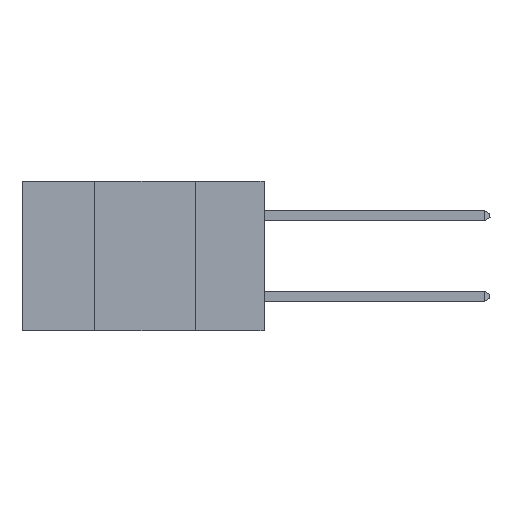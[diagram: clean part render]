
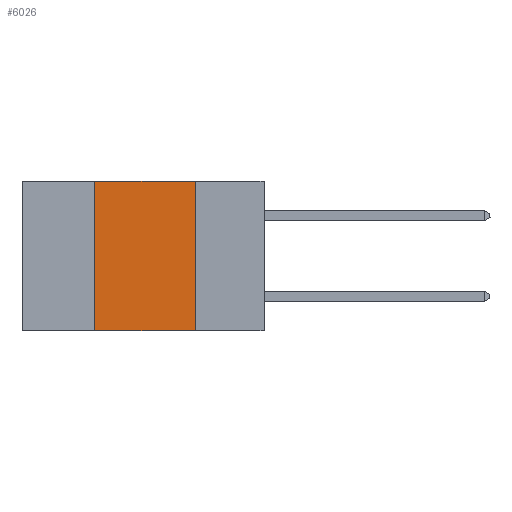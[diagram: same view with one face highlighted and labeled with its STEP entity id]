
A CAD part, left-side view. The second image highlights one B-rep face of the part: STEP entity #6026.
In plain terms, the highlighted planar face has unit normal (-1, 0, 0).
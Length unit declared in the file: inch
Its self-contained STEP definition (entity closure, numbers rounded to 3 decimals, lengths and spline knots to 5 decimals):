
#471 = DIRECTION ( 'NONE',  ( 1., 0., 0. ) ) ;
#1956 = ORIENTED_EDGE ( 'NONE', *, *, #4854, .T. ) ;
#1989 = DIRECTION ( 'NONE',  ( 0., 0., -1. ) ) ;
#2287 = DIRECTION ( 'NONE',  ( 0., 0., -1. ) ) ;
#3501 = LINE ( 'NONE', #17946, #8736 ) ;
#3522 = DIRECTION ( 'NONE',  ( 0., 0., 1. ) ) ;
#4362 = VERTEX_POINT ( 'NONE', #13674 ) ;
#4854 = EDGE_CURVE ( 'NONE', #9551, #11934, #3501, .T. ) ;
#6026 = ADVANCED_FACE ( 'NONE', ( #13934 ), #15679, .F. ) ;
#6554 = CARTESIAN_POINT ( 'NONE',  ( 0., 0.6, 0. ) ) ;
#6556 = LINE ( 'NONE', #7988, #7054 ) ;
#7054 = VECTOR ( 'NONE', #2287, 39.37008 ) ;
#7873 = VECTOR ( 'NONE', #3522, 39.37008 ) ;
#7988 = CARTESIAN_POINT ( 'NONE',  ( 0., 0.17, 0. ) ) ;
#8736 = VECTOR ( 'NONE', #16427, 39.37008 ) ;
#9551 = VERTEX_POINT ( 'NONE', #15034 ) ;
#11447 = ORIENTED_EDGE ( 'NONE', *, *, #13379, .F. ) ;
#11595 = ORIENTED_EDGE ( 'NONE', *, *, #18364, .F. ) ;
#11930 = VERTEX_POINT ( 'NONE', #15477 ) ;
#11934 = VERTEX_POINT ( 'NONE', #15553 ) ;
#13354 = AXIS2_PLACEMENT_3D ( 'NONE', #6554, #471, #1989 ) ;
#13379 = EDGE_CURVE ( 'NONE', #9551, #4362, #14540, .T. ) ;
#13674 = CARTESIAN_POINT ( 'NONE',  ( 0., 0.42, 0. ) ) ;
#13934 = FACE_OUTER_BOUND ( 'NONE', #14736, .T. ) ;
#14540 = LINE ( 'NONE', #18554, #7873 ) ;
#14696 = DIRECTION ( 'NONE',  ( 0., -1., 0. ) ) ;
#14736 = EDGE_LOOP ( 'NONE', ( #15680, #11595, #11447, #1956 ) ) ;
#15034 = CARTESIAN_POINT ( 'NONE',  ( 0., 0.42, -0.37 ) ) ;
#15477 = CARTESIAN_POINT ( 'NONE',  ( 0., 0.17, 0. ) ) ;
#15553 = CARTESIAN_POINT ( 'NONE',  ( 0., 0.17, -0.37 ) ) ;
#15679 = PLANE ( 'NONE',  #13354 ) ;
#15680 = ORIENTED_EDGE ( 'NONE', *, *, #16268, .F. ) ;
#16268 = EDGE_CURVE ( 'NONE', #11930, #11934, #6556, .T. ) ;
#16427 = DIRECTION ( 'NONE',  ( 0., -1., 0. ) ) ;
#16517 = CARTESIAN_POINT ( 'NONE',  ( 0., 0.6, 0. ) ) ;
#17217 = LINE ( 'NONE', #16517, #18170 ) ;
#17946 = CARTESIAN_POINT ( 'NONE',  ( 0., 0.6, -0.37 ) ) ;
#18170 = VECTOR ( 'NONE', #14696, 39.37008 ) ;
#18364 = EDGE_CURVE ( 'NONE', #4362, #11930, #17217, .T. ) ;
#18554 = CARTESIAN_POINT ( 'NONE',  ( 0., 0.42, 0. ) ) ;
